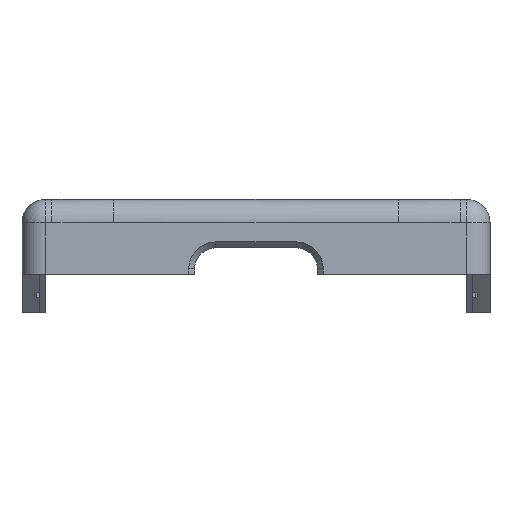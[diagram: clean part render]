
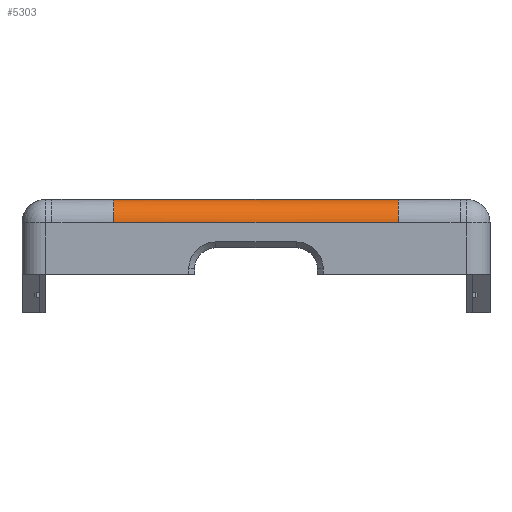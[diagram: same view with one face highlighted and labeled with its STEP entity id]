
A CAD part, front view. The second image highlights one B-rep face of the part: STEP entity #5303.
In plain terms, the highlighted cylindrical face has radius 2 mm (diameter 4 mm), a partial arc.
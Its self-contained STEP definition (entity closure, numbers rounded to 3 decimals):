
#772 = PLANE('',#773);
#773 = AXIS2_PLACEMENT_3D('',#774,#775,#776);
#774 = CARTESIAN_POINT('',(0.,-60.75,-4.25));
#775 = DIRECTION('',(-0.,-1.,-0.));
#776 = DIRECTION('',(0.,0.,-1.));
#2270 = VERTEX_POINT('',#2271);
#2271 = CARTESIAN_POINT('',(12.15,-60.75,10.));
#2283 = ( BOUNDED_SURFACE() B_SPLINE_SURFACE(2,1,(
    (#2284,#2285)
    ,(#2286,#2287)
    ,(#2288,#2289
)),.UNSPECIFIED.,.F.,.F.,.F.) B_SPLINE_SURFACE_WITH_KNOTS((3,3),(2,2),(
    0.,5.299),(32.15,37.45),
.PIECEWISE_BEZIER_KNOTS.) GEOMETRIC_REPRESENTATION_ITEM() 
RATIONAL_B_SPLINE_SURFACE((
    (1.,1.)
    ,(0.707,0.707)
,(1.,1.))) REPRESENTATION_ITEM('') SURFACE() );
#2284 = CARTESIAN_POINT('',(12.15,-58.75,12.));
#2285 = CARTESIAN_POINT('',(17.45,-58.75,12.));
#2286 = CARTESIAN_POINT('',(12.15,-60.75,12.));
#2287 = CARTESIAN_POINT('',(17.45,-60.75,12.));
#2288 = CARTESIAN_POINT('',(12.15,-60.75,10.));
#2289 = CARTESIAN_POINT('',(17.45,-60.75,10.));
#2297 = EDGE_CURVE('',#2298,#2270,#2300,.T.);
#2298 = VERTEX_POINT('',#2299);
#2299 = CARTESIAN_POINT('',(-12.15,-60.75,10.));
#2300 = SURFACE_CURVE('',#2301,(#2305,#2312),.PCURVE_S1.);
#2301 = LINE('',#2302,#2303);
#2302 = CARTESIAN_POINT('',(-20.,-60.75,10.));
#2303 = VECTOR('',#2304,1.);
#2304 = DIRECTION('',(1.,0.,0.));
#2305 = PCURVE('',#772,#2306);
#2306 = DEFINITIONAL_REPRESENTATION('',(#2307),#2311);
#2307 = LINE('',#2308,#2309);
#2308 = CARTESIAN_POINT('',(-14.25,-20.));
#2309 = VECTOR('',#2310,1.);
#2310 = DIRECTION('',(0.,1.));
#2311 = ( GEOMETRIC_REPRESENTATION_CONTEXT(2) 
PARAMETRIC_REPRESENTATION_CONTEXT() REPRESENTATION_CONTEXT('2D SPACE',''
  ) );
#2312 = PCURVE('',#2313,#2318);
#2313 = CYLINDRICAL_SURFACE('',#2314,2.);
#2314 = AXIS2_PLACEMENT_3D('',#2315,#2316,#2317);
#2315 = CARTESIAN_POINT('',(-20.,-58.75,10.));
#2316 = DIRECTION('',(1.,0.,0.));
#2317 = DIRECTION('',(0.,0.,1.));
#2318 = DEFINITIONAL_REPRESENTATION('',(#2319),#2323);
#2319 = LINE('',#2320,#2321);
#2320 = CARTESIAN_POINT('',(1.571,0.));
#2321 = VECTOR('',#2322,1.);
#2322 = DIRECTION('',(0.,1.));
#2323 = ( GEOMETRIC_REPRESENTATION_CONTEXT(2) 
PARAMETRIC_REPRESENTATION_CONTEXT() REPRESENTATION_CONTEXT('2D SPACE',''
  ) );
#2339 = ( BOUNDED_SURFACE() B_SPLINE_SURFACE(2,1,(
    (#2340,#2341)
    ,(#2342,#2343)
    ,(#2344,#2345
)),.UNSPECIFIED.,.F.,.F.,.F.) B_SPLINE_SURFACE_WITH_KNOTS((3,3),(2,2),(
    0.,5.299),(2.55,7.85),
.PIECEWISE_BEZIER_KNOTS.) GEOMETRIC_REPRESENTATION_ITEM() 
RATIONAL_B_SPLINE_SURFACE((
    (1.,1.)
    ,(0.707,0.707)
,(1.,1.))) REPRESENTATION_ITEM('') SURFACE() );
#2340 = CARTESIAN_POINT('',(-17.45,-58.75,12.));
#2341 = CARTESIAN_POINT('',(-12.15,-58.75,12.));
#2342 = CARTESIAN_POINT('',(-17.45,-60.75,12.));
#2343 = CARTESIAN_POINT('',(-12.15,-60.75,12.));
#2344 = CARTESIAN_POINT('',(-17.45,-60.75,10.));
#2345 = CARTESIAN_POINT('',(-12.15,-60.75,10.));
#5250 = EDGE_CURVE('',#5251,#2298,#5253,.T.);
#5251 = VERTEX_POINT('',#5252);
#5252 = CARTESIAN_POINT('',(-12.15,-58.75,12.));
#5253 = SURFACE_CURVE('',#5254,(#5258,#5265),.PCURVE_S1.);
#5254 = ( BOUNDED_CURVE() B_SPLINE_CURVE(2,(#5255,#5256,#5257),
.UNSPECIFIED.,.F.,.F.) B_SPLINE_CURVE_WITH_KNOTS((3,3),(0.,
5.299),.PIECEWISE_BEZIER_KNOTS.) CURVE() 
GEOMETRIC_REPRESENTATION_ITEM() RATIONAL_B_SPLINE_CURVE((1.,
0.707,1.)) REPRESENTATION_ITEM('') );
#5255 = CARTESIAN_POINT('',(-12.15,-58.75,12.));
#5256 = CARTESIAN_POINT('',(-12.15,-60.75,12.));
#5257 = CARTESIAN_POINT('',(-12.15,-60.75,10.));
#5258 = PCURVE('',#2339,#5259);
#5259 = DEFINITIONAL_REPRESENTATION('',(#5260),#5264);
#5260 = LINE('',#5261,#5262);
#5261 = CARTESIAN_POINT('',(0.,7.85));
#5262 = VECTOR('',#5263,1.);
#5263 = DIRECTION('',(1.,0.));
#5264 = ( GEOMETRIC_REPRESENTATION_CONTEXT(2) 
PARAMETRIC_REPRESENTATION_CONTEXT() REPRESENTATION_CONTEXT('2D SPACE',''
  ) );
#5265 = PCURVE('',#2313,#5266);
#5266 = DEFINITIONAL_REPRESENTATION('',(#5267),#5278);
#5267 = B_SPLINE_CURVE_WITH_KNOTS('',9,(#5268,#5269,#5270,#5271,#5272,
    #5273,#5274,#5275,#5276,#5277),.UNSPECIFIED.,.F.,.F.,(10,10),(0.,
    5.299),.PIECEWISE_BEZIER_KNOTS.);
#5268 = CARTESIAN_POINT('',(0.,7.85));
#5269 = CARTESIAN_POINT('',(0.157,7.85));
#5270 = CARTESIAN_POINT('',(0.326,7.85));
#5271 = CARTESIAN_POINT('',(0.505,7.85));
#5272 = CARTESIAN_POINT('',(0.691,7.85));
#5273 = CARTESIAN_POINT('',(0.88,7.85));
#5274 = CARTESIAN_POINT('',(1.066,7.85));
#5275 = CARTESIAN_POINT('',(1.245,7.85));
#5276 = CARTESIAN_POINT('',(1.414,7.85));
#5277 = CARTESIAN_POINT('',(1.571,7.85));
#5278 = ( GEOMETRIC_REPRESENTATION_CONTEXT(2) 
PARAMETRIC_REPRESENTATION_CONTEXT() REPRESENTATION_CONTEXT('2D SPACE',''
  ) );
#5303 = ADVANCED_FACE('',(#5304),#2313,.T.);
#5304 = FACE_BOUND('',#5305,.T.);
#5305 = EDGE_LOOP('',(#5306,#5307,#5308,#5339));
#5306 = ORIENTED_EDGE('',*,*,#5250,.T.);
#5307 = ORIENTED_EDGE('',*,*,#2297,.T.);
#5308 = ORIENTED_EDGE('',*,*,#5309,.F.);
#5309 = EDGE_CURVE('',#5310,#2270,#5312,.T.);
#5310 = VERTEX_POINT('',#5311);
#5311 = CARTESIAN_POINT('',(12.15,-58.75,12.));
#5312 = SURFACE_CURVE('',#5313,(#5318,#5325),.PCURVE_S1.);
#5313 = CIRCLE('',#5314,2.);
#5314 = AXIS2_PLACEMENT_3D('',#5315,#5316,#5317);
#5315 = CARTESIAN_POINT('',(12.15,-58.75,10.));
#5316 = DIRECTION('',(1.,0.,-0.));
#5317 = DIRECTION('',(0.,0.,1.));
#5318 = PCURVE('',#2313,#5319);
#5319 = DEFINITIONAL_REPRESENTATION('',(#5320),#5324);
#5320 = LINE('',#5321,#5322);
#5321 = CARTESIAN_POINT('',(0.,32.15));
#5322 = VECTOR('',#5323,1.);
#5323 = DIRECTION('',(1.,0.));
#5324 = ( GEOMETRIC_REPRESENTATION_CONTEXT(2) 
PARAMETRIC_REPRESENTATION_CONTEXT() REPRESENTATION_CONTEXT('2D SPACE',''
  ) );
#5325 = PCURVE('',#2283,#5326);
#5326 = DEFINITIONAL_REPRESENTATION('',(#5327),#5338);
#5327 = B_SPLINE_CURVE_WITH_KNOTS('',9,(#5328,#5329,#5330,#5331,#5332,
    #5333,#5334,#5335,#5336,#5337),.UNSPECIFIED.,.F.,.F.,(10,10),(0.,
    1.571),.PIECEWISE_BEZIER_KNOTS.);
#5328 = CARTESIAN_POINT('',(0.,32.15));
#5329 = CARTESIAN_POINT('',(0.654,32.15));
#5330 = CARTESIAN_POINT('',(1.255,32.15));
#5331 = CARTESIAN_POINT('',(1.824,32.15));
#5332 = CARTESIAN_POINT('',(2.376,32.15));
#5333 = CARTESIAN_POINT('',(2.923,32.15));
#5334 = CARTESIAN_POINT('',(3.475,32.15));
#5335 = CARTESIAN_POINT('',(4.044,32.15));
#5336 = CARTESIAN_POINT('',(4.645,32.15));
#5337 = CARTESIAN_POINT('',(5.299,32.15));
#5338 = ( GEOMETRIC_REPRESENTATION_CONTEXT(2) 
PARAMETRIC_REPRESENTATION_CONTEXT() REPRESENTATION_CONTEXT('2D SPACE',''
  ) );
#5339 = ORIENTED_EDGE('',*,*,#5340,.F.);
#5340 = EDGE_CURVE('',#5251,#5310,#5341,.T.);
#5341 = SURFACE_CURVE('',#5342,(#5346,#5353),.PCURVE_S1.);
#5342 = LINE('',#5343,#5344);
#5343 = CARTESIAN_POINT('',(-20.,-58.75,12.));
#5344 = VECTOR('',#5345,1.);
#5345 = DIRECTION('',(1.,0.,0.));
#5346 = PCURVE('',#2313,#5347);
#5347 = DEFINITIONAL_REPRESENTATION('',(#5348),#5352);
#5348 = LINE('',#5349,#5350);
#5349 = CARTESIAN_POINT('',(0.,0.));
#5350 = VECTOR('',#5351,1.);
#5351 = DIRECTION('',(0.,1.));
#5352 = ( GEOMETRIC_REPRESENTATION_CONTEXT(2) 
PARAMETRIC_REPRESENTATION_CONTEXT() REPRESENTATION_CONTEXT('2D SPACE',''
  ) );
#5353 = PCURVE('',#5354,#5359);
#5354 = PLANE('',#5355);
#5355 = AXIS2_PLACEMENT_3D('',#5356,#5357,#5358);
#5356 = CARTESIAN_POINT('',(0.,0.,12.));
#5357 = DIRECTION('',(0.,0.,1.));
#5358 = DIRECTION('',(1.,0.,0.));
#5359 = DEFINITIONAL_REPRESENTATION('',(#5360),#5364);
#5360 = LINE('',#5361,#5362);
#5361 = CARTESIAN_POINT('',(-20.,-58.75));
#5362 = VECTOR('',#5363,1.);
#5363 = DIRECTION('',(1.,0.));
#5364 = ( GEOMETRIC_REPRESENTATION_CONTEXT(2) 
PARAMETRIC_REPRESENTATION_CONTEXT() REPRESENTATION_CONTEXT('2D SPACE',''
  ) );
